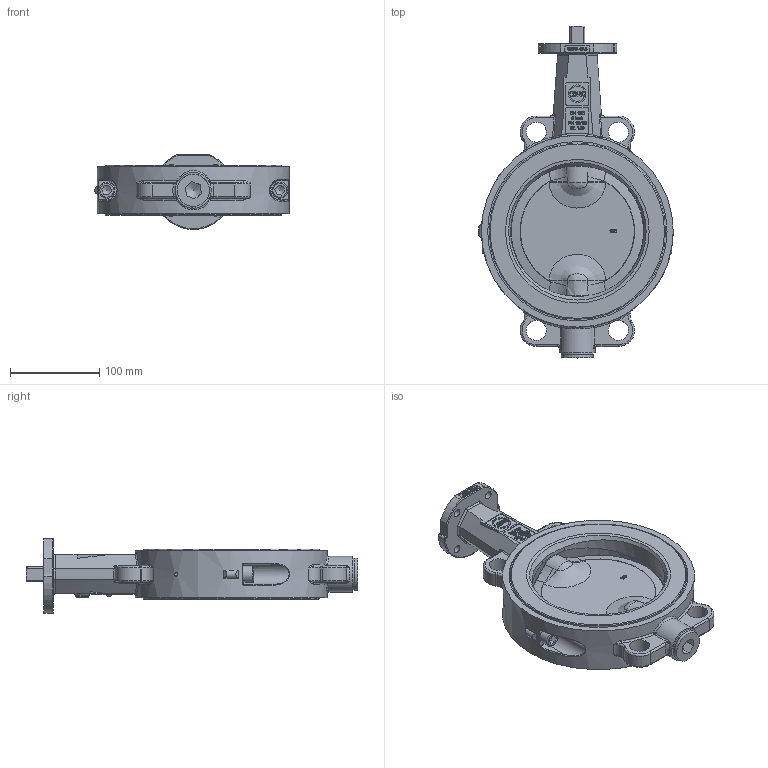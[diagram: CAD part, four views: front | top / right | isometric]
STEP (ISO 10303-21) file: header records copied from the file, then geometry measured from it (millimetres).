
FILE_DESCRIPTION((''),'2;1');
FILE_NAME('T211-A DN150.stp','2009-03-06T10:33:18',('hellwig'),(''),'Autodesk Inventor 2008','Autodesk Inventor 2008','');
FILE_SCHEMA(('AUTOMOTIVE_DESIGN { 1 0 10303 214 1 1 1 1 }'));
Length unit declared in the file: millimetre
Products named in the file (1): Bauteil2
Bounding box: 218 x 372 x 84 mm (x, y, z)
Volume: 1319090.4 mm3; surface area: 276591.5 mm2
Topology: 1 solids, 10 shells, 979 faces, 2529 edges, 1609 vertices
Faces by surface type: bspline 387, plane 384, cylinder 125, cone 41, torus 40, sphere 2
Full cylindrical faces by diameter (mm): 3 x2, 3.2 x2, 4.134 x1, 10.106 x2, 12 x2, 18 x2, 22 x3, 22.5 x4, 23 x1, 27 x1, 30.3 x1, 35.9 x1, 36 x1, 38 x2, 40 x1, 55.1 x1, 156.5 x1, 158.5 x1, 197.5 x2, 201 x1, 215 x1
Entity records: 41674 total; most frequent: CARTESIAN_POINT 19979, ORIENTED_EDGE 4724, DIRECTION 3278, EDGE_CURVE 2362, VERTEX_POINT 1563, EDGE_LOOP 1179, VECTOR 1134, LINE 1134
